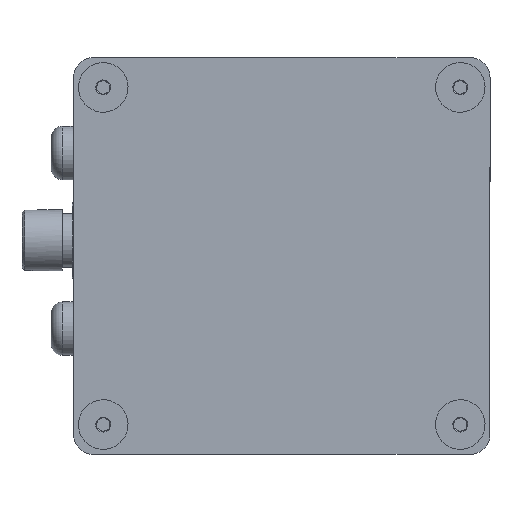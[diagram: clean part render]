
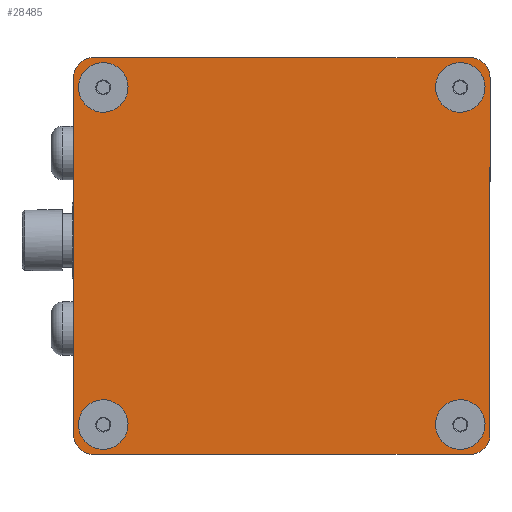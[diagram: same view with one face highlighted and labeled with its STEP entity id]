
A CAD part, front view. The second image highlights one B-rep face of the part: STEP entity #28485.
In plain terms, the highlighted planar face has unit normal (0, -1, 0).
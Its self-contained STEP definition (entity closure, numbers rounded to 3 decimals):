
#196 = LINE ( 'NONE', #46082, #25927 ) ;
#835 = EDGE_CURVE ( 'NONE', #45204, #2976, #51568, .T. ) ;
#1400 = DIRECTION ( 'NONE',  ( 0., 0., 1. ) ) ;
#1835 = ORIENTED_EDGE ( 'NONE', *, *, #49777, .F. ) ;
#2190 = EDGE_LOOP ( 'NONE', ( #14660 ) ) ;
#2976 = VERTEX_POINT ( 'NONE', #10450 ) ;
#3226 = CARTESIAN_POINT ( 'NONE',  ( 17., 0., 18. ) ) ;
#3690 = DIRECTION ( 'NONE',  ( 0., -1., 0. ) ) ;
#4775 = EDGE_CURVE ( 'NONE', #49693, #31072, #26175, .T. ) ;
#6136 = ORIENTED_EDGE ( 'NONE', *, *, #4775, .F. ) ;
#6160 = CARTESIAN_POINT ( 'NONE',  ( -18., 0., 19. ) ) ;
#6815 = EDGE_CURVE ( 'NONE', #40415, #40415, #19155, .T. ) ;
#7262 = AXIS2_PLACEMENT_3D ( 'NONE', #44548, #49167, #11902 ) ;
#7967 = EDGE_LOOP ( 'NONE', ( #53526, #10975, #14986, #45243, #28166, #21924, #6136, #20831 ) ) ;
#8049 = DIRECTION ( 'NONE',  ( 0., 0., 1. ) ) ;
#8272 = CARTESIAN_POINT ( 'NONE',  ( -17., 0., -20.184 ) ) ;
#9395 = CARTESIAN_POINT ( 'NONE',  ( -20., 0., -21. ) ) ;
#9528 = FACE_BOUND ( 'NONE', #17943, .T. ) ;
#10168 = CIRCLE ( 'NONE', #24089, 2. ) ;
#10450 = CARTESIAN_POINT ( 'NONE',  ( -18., 0., -21. ) ) ;
#10975 = ORIENTED_EDGE ( 'NONE', *, *, #18587, .T. ) ;
#11364 = CARTESIAN_POINT ( 'NONE',  ( 20., 0., 19. ) ) ;
#11409 = AXIS2_PLACEMENT_3D ( 'NONE', #6160, #22762, #35259 ) ;
#11902 = DIRECTION ( 'NONE',  ( 0., 0., -1. ) ) ;
#12618 = VERTEX_POINT ( 'NONE', #8272 ) ;
#13273 = EDGE_LOOP ( 'NONE', ( #33675 ) ) ;
#13348 = FACE_BOUND ( 'NONE', #13273, .T. ) ;
#14009 = DIRECTION ( 'NONE',  ( -1., 0., 0. ) ) ;
#14266 = DIRECTION ( 'NONE',  ( 0., 0., 1. ) ) ;
#14660 = ORIENTED_EDGE ( 'NONE', *, *, #35312, .F. ) ;
#14914 = DIRECTION ( 'NONE',  ( 0., 0., -1. ) ) ;
#14979 = DIRECTION ( 'NONE',  ( 0., 0., -1. ) ) ;
#14986 = ORIENTED_EDGE ( 'NONE', *, *, #20059, .F. ) ;
#15533 = VERTEX_POINT ( 'NONE', #53113 ) ;
#15554 = CIRCLE ( 'NONE', #41679, 2.184 ) ;
#16683 = DIRECTION ( 'NONE',  ( 0., -1., 0. ) ) ;
#16884 = DIRECTION ( 'NONE',  ( 0., 1., 0. ) ) ;
#17943 = EDGE_LOOP ( 'NONE', ( #1835 ) ) ;
#18047 = CARTESIAN_POINT ( 'NONE',  ( 20., 0., -19. ) ) ;
#18232 = ORIENTED_EDGE ( 'NONE', *, *, #22301, .F. ) ;
#18299 = AXIS2_PLACEMENT_3D ( 'NONE', #45269, #3690, #19421 ) ;
#18495 = AXIS2_PLACEMENT_3D ( 'NONE', #36827, #16683, #45525 ) ;
#18587 = EDGE_CURVE ( 'NONE', #44770, #50601, #25316, .T. ) ;
#19155 = CIRCLE ( 'NONE', #52192, 2.184 ) ;
#19375 = CIRCLE ( 'NONE', #18495, 2.184 ) ;
#19421 = DIRECTION ( 'NONE',  ( 0., 0., 1. ) ) ;
#19991 = CIRCLE ( 'NONE', #45160, 2. ) ;
#20059 = EDGE_CURVE ( 'NONE', #37537, #50601, #196, .T. ) ;
#20158 = LINE ( 'NONE', #36748, #53500 ) ;
#20389 = EDGE_CURVE ( 'NONE', #45204, #31072, #10168, .T. ) ;
#20831 = ORIENTED_EDGE ( 'NONE', *, *, #51901, .T. ) ;
#21326 = CARTESIAN_POINT ( 'NONE',  ( 18., 0., 21. ) ) ;
#21445 = EDGE_CURVE ( 'NONE', #37537, #2976, #19991, .T. ) ;
#21773 = CIRCLE ( 'NONE', #18299, 2. ) ;
#21924 = ORIENTED_EDGE ( 'NONE', *, *, #20389, .T. ) ;
#22301 = EDGE_CURVE ( 'NONE', #12618, #12618, #19375, .T. ) ;
#22762 = DIRECTION ( 'NONE',  ( 0., -1., 0. ) ) ;
#22890 = CIRCLE ( 'NONE', #7262, 2.184 ) ;
#24089 = AXIS2_PLACEMENT_3D ( 'NONE', #24584, #40651, #41707 ) ;
#24429 = DIRECTION ( 'NONE',  ( 0., 0., -1. ) ) ;
#24584 = CARTESIAN_POINT ( 'NONE',  ( 18., 0., -19. ) ) ;
#25262 = EDGE_CURVE ( 'NONE', #44770, #48799, #20158, .T. ) ;
#25316 = CIRCLE ( 'NONE', #11409, 2. ) ;
#25333 = FACE_BOUND ( 'NONE', #27495, .T. ) ;
#25602 = CARTESIAN_POINT ( 'NONE',  ( 0., 0., 0. ) ) ;
#25836 = VECTOR ( 'NONE', #14009, 1000. ) ;
#25927 = VECTOR ( 'NONE', #8049, 1000. ) ;
#26175 = LINE ( 'NONE', #42761, #33691 ) ;
#27079 = CARTESIAN_POINT ( 'NONE',  ( -18., 0., 21. ) ) ;
#27495 = EDGE_LOOP ( 'NONE', ( #18232 ) ) ;
#28057 = CARTESIAN_POINT ( 'NONE',  ( -20., 0., -19. ) ) ;
#28166 = ORIENTED_EDGE ( 'NONE', *, *, #835, .F. ) ;
#28485 = ADVANCED_FACE ( 'NONE', ( #41936, #13348, #9528, #25333, #50347 ), #33487, .F. ) ;
#29166 = VERTEX_POINT ( 'NONE', #49259 ) ;
#30683 = CARTESIAN_POINT ( 'NONE',  ( -20., 0., 19. ) ) ;
#31072 = VERTEX_POINT ( 'NONE', #18047 ) ;
#31593 = DIRECTION ( 'NONE',  ( 1., 0., 0. ) ) ;
#33487 = PLANE ( 'NONE',  #53689 ) ;
#33675 = ORIENTED_EDGE ( 'NONE', *, *, #6815, .F. ) ;
#33691 = VECTOR ( 'NONE', #14979, 1000. ) ;
#35259 = DIRECTION ( 'NONE',  ( 0., 0., 1. ) ) ;
#35312 = EDGE_CURVE ( 'NONE', #15533, #15533, #22890, .T. ) ;
#35963 = CARTESIAN_POINT ( 'NONE',  ( 18., 0., -21. ) ) ;
#36040 = CARTESIAN_POINT ( 'NONE',  ( 17., 0., 15.816 ) ) ;
#36748 = CARTESIAN_POINT ( 'NONE',  ( -20., 0., 21. ) ) ;
#36827 = CARTESIAN_POINT ( 'NONE',  ( -17., 0., -18. ) ) ;
#37537 = VERTEX_POINT ( 'NONE', #28057 ) ;
#38778 = DIRECTION ( 'NONE',  ( 0., -1., 0. ) ) ;
#40415 = VERTEX_POINT ( 'NONE', #36040 ) ;
#40651 = DIRECTION ( 'NONE',  ( 0., -1., 0. ) ) ;
#41679 = AXIS2_PLACEMENT_3D ( 'NONE', #53026, #53294, #24429 ) ;
#41707 = DIRECTION ( 'NONE',  ( 0., 0., 1. ) ) ;
#41936 = FACE_BOUND ( 'NONE', #2190, .T. ) ;
#42761 = CARTESIAN_POINT ( 'NONE',  ( 20., 0., -21. ) ) ;
#43101 = CARTESIAN_POINT ( 'NONE',  ( -18., 0., -19. ) ) ;
#44548 = CARTESIAN_POINT ( 'NONE',  ( -17., 0., 18. ) ) ;
#44770 = VERTEX_POINT ( 'NONE', #27079 ) ;
#45160 = AXIS2_PLACEMENT_3D ( 'NONE', #43101, #38778, #14266 ) ;
#45204 = VERTEX_POINT ( 'NONE', #35963 ) ;
#45243 = ORIENTED_EDGE ( 'NONE', *, *, #21445, .T. ) ;
#45269 = CARTESIAN_POINT ( 'NONE',  ( 18., 0., 19. ) ) ;
#45525 = DIRECTION ( 'NONE',  ( 0., 0., -1. ) ) ;
#46082 = CARTESIAN_POINT ( 'NONE',  ( -20., 0., -21. ) ) ;
#48799 = VERTEX_POINT ( 'NONE', #21326 ) ;
#49167 = DIRECTION ( 'NONE',  ( 0., -1., 0. ) ) ;
#49259 = CARTESIAN_POINT ( 'NONE',  ( 17., 0., -20.184 ) ) ;
#49693 = VERTEX_POINT ( 'NONE', #11364 ) ;
#49777 = EDGE_CURVE ( 'NONE', #29166, #29166, #15554, .T. ) ;
#50347 = FACE_OUTER_BOUND ( 'NONE', #7967, .T. ) ;
#50601 = VERTEX_POINT ( 'NONE', #30683 ) ;
#51568 = LINE ( 'NONE', #9395, #25836 ) ;
#51901 = EDGE_CURVE ( 'NONE', #49693, #48799, #21773, .T. ) ;
#52192 = AXIS2_PLACEMENT_3D ( 'NONE', #3226, #52196, #14914 ) ;
#52196 = DIRECTION ( 'NONE',  ( 0., -1., 0. ) ) ;
#53026 = CARTESIAN_POINT ( 'NONE',  ( 17., 0., -18. ) ) ;
#53113 = CARTESIAN_POINT ( 'NONE',  ( -17., 0., 15.816 ) ) ;
#53294 = DIRECTION ( 'NONE',  ( 0., -1., 0. ) ) ;
#53500 = VECTOR ( 'NONE', #31593, 1000. ) ;
#53526 = ORIENTED_EDGE ( 'NONE', *, *, #25262, .F. ) ;
#53689 = AXIS2_PLACEMENT_3D ( 'NONE', #25602, #16884, #1400 ) ;
